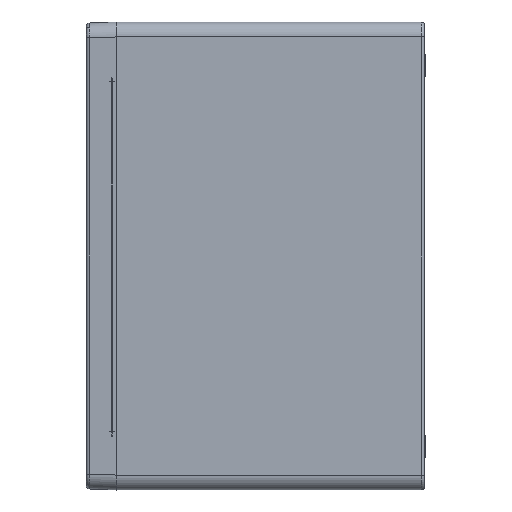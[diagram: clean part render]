
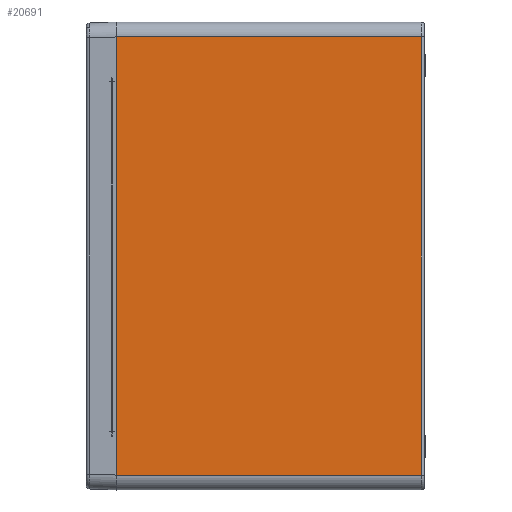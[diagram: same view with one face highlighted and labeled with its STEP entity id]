
A CAD part, left-side view. The second image highlights one B-rep face of the part: STEP entity #20691.
In plain terms, the highlighted planar face has unit normal (-1, 0, 0).
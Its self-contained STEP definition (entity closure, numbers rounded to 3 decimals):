
#3245=FACE_OUTER_BOUND('',#4712,.T.);
#4712=EDGE_LOOP('',(#16467,#16468,#16469,#16470));
#6206=LINE('',#50602,#7728);
#6217=LINE('',#51014,#7739);
#6218=LINE('',#51016,#7740);
#6219=LINE('',#51017,#7741);
#7728=VECTOR('',#25422,1000.);
#7739=VECTOR('',#25441,1000.);
#7740=VECTOR('',#25442,1000.);
#7741=VECTOR('',#25443,1000.);
#9739=VERTEX_POINT('',#50599);
#9740=VERTEX_POINT('',#50601);
#9765=VERTEX_POINT('',#51013);
#9766=VERTEX_POINT('',#51015);
#12153=EDGE_CURVE('',#9739,#9740,#6206,.T.);
#12179=EDGE_CURVE('',#9739,#9765,#6217,.T.);
#12180=EDGE_CURVE('',#9765,#9766,#6218,.T.);
#12181=EDGE_CURVE('',#9766,#9740,#6219,.T.);
#16467=ORIENTED_EDGE('',*,*,#12179,.T.);
#16468=ORIENTED_EDGE('',*,*,#12180,.T.);
#16469=ORIENTED_EDGE('',*,*,#12181,.T.);
#16470=ORIENTED_EDGE('',*,*,#12153,.F.);
#19810=PLANE('',#22314);
#20691=ADVANCED_FACE('',(#3245),#19810,.T.);
#22314=AXIS2_PLACEMENT_3D('',#51012,#25439,#25440);
#25422=DIRECTION('',(0.,0.,1.));
#25439=DIRECTION('center_axis',(-1.,0.,0.));
#25440=DIRECTION('ref_axis',(0.,0.,1.));
#25441=DIRECTION('',(0.,-1.,0.));
#25442=DIRECTION('',(0.,0.,1.));
#25443=DIRECTION('',(0.,1.,0.));
#50599=CARTESIAN_POINT('',(-202.,0.,-146.5));
#50601=CARTESIAN_POINT('',(-202.,0.,146.5));
#50602=CARTESIAN_POINT('',(-202.,0.,-156.5));
#51012=CARTESIAN_POINT('Origin',(-202.,-206.,-156.5));
#51013=CARTESIAN_POINT('',(-202.,-204.,-146.5));
#51014=CARTESIAN_POINT('',(-202.,-206.,-146.5));
#51015=CARTESIAN_POINT('',(-202.,-204.,146.5));
#51016=CARTESIAN_POINT('',(-202.,-204.,146.5));
#51017=CARTESIAN_POINT('',(-202.,-206.,146.5));
